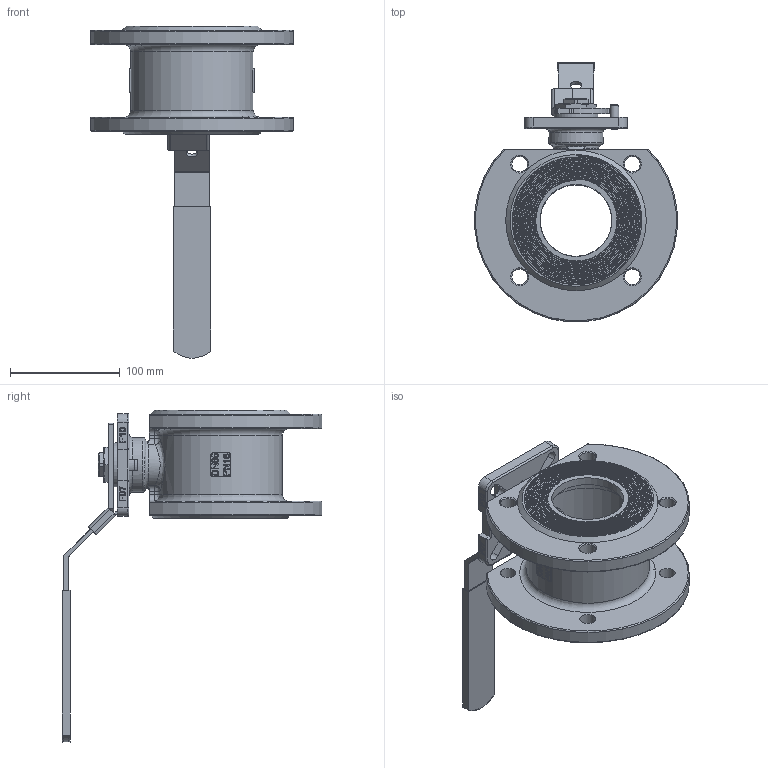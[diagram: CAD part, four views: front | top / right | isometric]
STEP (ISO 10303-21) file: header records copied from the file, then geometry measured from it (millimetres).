
FILE_DESCRIPTION(/* description */ ('Unknown'),/* implementation_level */ '2;1');
FILE_NAME(/* name */ '939-10_(8M.460.065)',/* time_stamp */ '2021-09-10T09:45:19+02:00',/* author */ ('Unknown'),/* organization */ ('Unknown'),/* preprocessor_version */ 'ST-DEVELOPER v16.7',/* originating_system */ 'Solid Edge',/* authorisation */ 'Unknown');
FILE_SCHEMA (('AUTOMOTIVE_DESIGN {1 0 10303 214 3 1 1}'));
Products named in the file (11): 939-10_(8M.460.065); Body; Nut Stopper; Lock Device; Plasti Cover; Stop Pin; Stem; Cap; Small hex thin nuts-Fine pitch thread GB_GB_FASTENER_NUT_SSFNTT B M24
X1.5-N; Plate Washer; Handle
Assembly tree (11 placements, depth 2):
  939-10_(8M.460.065)
    Body
    Nut Stopper
    Lock Device
    Plasti Cover
    Stop Pin
    Stem
    Cap
    Small hex thin nuts-Fine pitch thread GB_GB_FASTENER_NUT_SSFNTT B M24
X1.5-N  x2
    Plate Washer
    Handle
Bounding box: 184.36 x 236.55 x 302.32 mm (x, y, z)
Volume: 866390.6 mm3; surface area: 260548.8 mm2
Topology: 12 solids, 12 shells, 861 faces, 2242 edges, 1465 vertices
Faces by surface type: plane 472, bspline 196, cylinder 130, cone 44, torus 19
Full cylindrical faces by diameter (mm): 6 x2, 8 x5, 10 x1, 14.2 x8, 18.3 x1, 22 x3, 22.1 x1, 22.376 x2, 22.5 x1, 28 x2, 29 x1, 40 x1, 44 x1, 50 x1, 65 x1, 65.5 x1, 83 x2, 99.6 x1, 100 x1, 109 x1, 122 x1, 126 x2
Entity records: 61700 total; most frequent: CARTESIAN_POINT 42261, ORIENTED_EDGE 4240, DIRECTION 3262, EDGE_CURVE 2120, VERTEX_POINT 1427, LINE 1248, VECTOR 1248, EDGE_LOOP 1021
